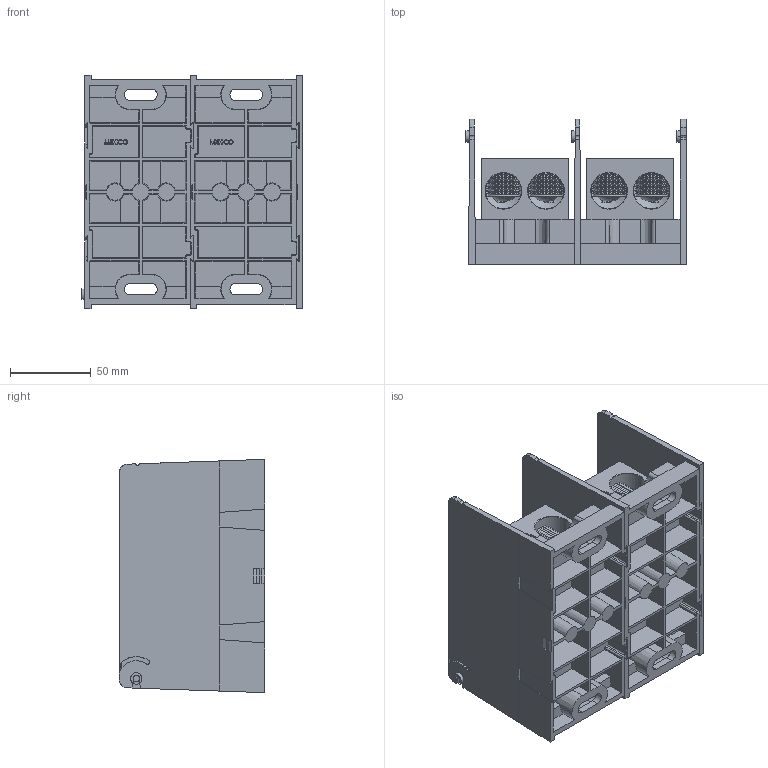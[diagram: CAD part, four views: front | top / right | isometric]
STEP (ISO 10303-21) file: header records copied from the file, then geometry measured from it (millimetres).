
FILE_DESCRIPTION (( 'STEP AP214' ), '1' );
FILE_NAME ('701941_2p_rev-.STEP', '2013-08-27T15:47:09', ( '' ), ( '' ), 'SwSTEP 2.0', 'SolidWorks 2013', '' );
FILE_SCHEMA (( 'AUTOMOTIVE_DESIGN' ));
Length unit declared in the file: inch
Products named in the file (1): 701941_2p_rev-
Bounding box: 136.78 x 90.17 x 144.78 mm (x, y, z)
Volume: 536627.4 mm3; surface area: 277492.5 mm2
Topology: 17 solids, 17 shells, 1826 faces, 4533 edges, 2810 vertices
Faces by surface type: cone 668, plane 635, cylinder 441, bspline 42, torus 24, sphere 16
Entity records: 87018 total; most frequent: CARTESIAN_POINT 21471, ORIENTED_EDGE 9066, DIRECTION 8241, EDGE_CURVE 4533, AXIS2_PLACEMENT_3D 2836, VERTEX_POINT 2810, LINE 2569, VECTOR 2569
